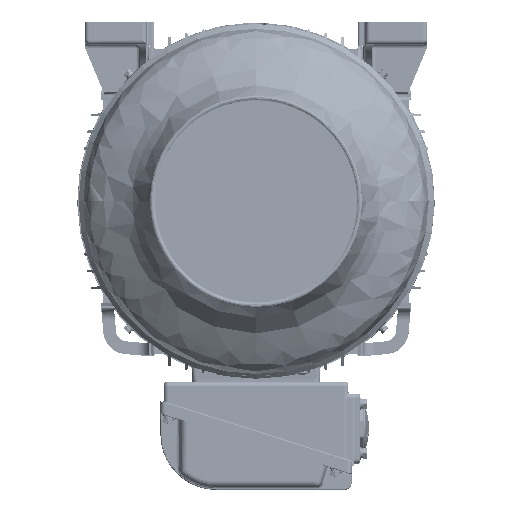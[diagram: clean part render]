
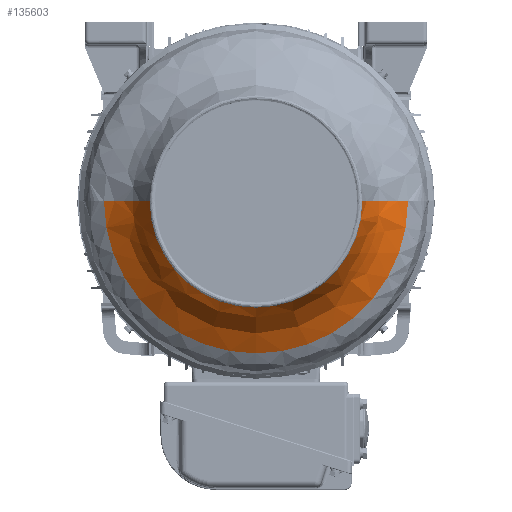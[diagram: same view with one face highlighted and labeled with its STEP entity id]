
A CAD part, front view. The second image highlights one B-rep face of the part: STEP entity #135603.
In plain terms, the highlighted free-form (B-spline) face has degree [3, 3] with [4, 4] control points.
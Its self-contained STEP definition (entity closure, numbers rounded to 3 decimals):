
#20143 = CIRCLE ( 'NONE', #67290, 98.5 ) ;
#20144 = CIRCLE ( 'NONE', #67298, 133.354 ) ;
#20197 = CIRCLE ( 'NONE', #67734, 190.632 ) ;
#20203 = CIRCLE ( 'NONE', #67765, 98.5 ) ;
#49229 = CARTESIAN_POINT ( 'NONE',  ( 255.688, 0., 227.735 ) ) ;
#49230 = DIRECTION ( 'NONE',  ( 0., -1., 0. ) ) ;
#49231 = DIRECTION ( 'NONE',  ( 0., 0., 1. ) ) ;
#49232 = CARTESIAN_POINT ( 'NONE',  ( 227.502, 0., 0. ) ) ;
#49233 = DIRECTION ( 'NONE',  ( 1., 0., 0. ) ) ;
#49234 = DIRECTION ( 'NONE',  ( 0., 0., 1. ) ) ;
#50591 =( BOUNDED_SURFACE ( )  B_SPLINE_SURFACE ( 3, 3, ( 
 ( #86724, #86725, #86726, #86727 ),
 ( #86728, #86729, #86730, #86731 ),
 ( #86732, #86733, #86734, #86735 ),
 ( #86736, #86737, #86738, #86739 ) ),
 .UNSPECIFIED., .F., .F., .F. ) 
 B_SPLINE_SURFACE_WITH_KNOTS ( ( 4, 4 ),
 ( 4, 4 ),
 ( 0., 1. ),
 ( 0., 1. ),
 .UNSPECIFIED. ) 
 GEOMETRIC_REPRESENTATION_ITEM ( )  RATIONAL_B_SPLINE_SURFACE ( (
 ( 1., 0.333, 0.333, 1.),
 ( 0.934, 0.311, 0.311, 0.934),
 ( 0.934, 0.311, 0.311, 0.934),
 ( 1., 0.333, 0.333, 1.) ) ) 
 REPRESENTATION_ITEM ( '' )  SURFACE ( )  );
#60533 = CARTESIAN_POINT ( 'NONE',  ( 164.443, 0., 0. ) ) ;
#60534 = DIRECTION ( 'NONE',  ( -1., 0., 0. ) ) ;
#60535 = DIRECTION ( 'NONE',  ( 0., 0., 1. ) ) ;
#60555 = CARTESIAN_POINT ( 'NONE',  ( 255.688, 0., -227.735 ) ) ;
#60556 = DIRECTION ( 'NONE',  ( 0., 1., 0. ) ) ;
#60557 = DIRECTION ( 'NONE',  ( 0., 0., -1. ) ) ;
#61754 = EDGE_CURVE ( 'NONE', #97239, #97244, #20143, .T. ) ;
#61756 = EDGE_CURVE ( 'NONE', #97244, #97235, #20144, .T. ) ;
#62054 = EDGE_CURVE ( 'NONE', #97237, #97239, #20197, .T. ) ;
#62061 = EDGE_CURVE ( 'NONE', #97237, #97235, #20203, .T. ) ;
#67290 = AXIS2_PLACEMENT_3D ( 'NONE', #49229, #49230, #49231 ) ;
#67298 = AXIS2_PLACEMENT_3D ( 'NONE', #49232, #49233, #49234 ) ;
#67734 = AXIS2_PLACEMENT_3D ( 'NONE', #60533, #60534, #60535 ) ;
#67765 = AXIS2_PLACEMENT_3D ( 'NONE', #60555, #60556, #60557 ) ;
#86724 = CARTESIAN_POINT ( 'NONE',  ( 164.443, 0., 190.632 ) ) ;
#86725 = CARTESIAN_POINT ( 'NONE',  ( 164.443, -381.264, 190.632 ) ) ;
#86726 = CARTESIAN_POINT ( 'NONE',  ( 164.443, -381.264, -190.632 ) ) ;
#86727 = CARTESIAN_POINT ( 'NONE',  ( 164.443, 0., -190.632 ) ) ;
#86728 = CARTESIAN_POINT ( 'NONE',  ( 175.89, 0., 162.482 ) ) ;
#86729 = CARTESIAN_POINT ( 'NONE',  ( 175.89, -324.964, 162.482 ) ) ;
#86730 = CARTESIAN_POINT ( 'NONE',  ( 175.89, -324.964, -162.482 ) ) ;
#86731 = CARTESIAN_POINT ( 'NONE',  ( 175.89, 0., -162.482 ) ) ;
#86732 = CARTESIAN_POINT ( 'NONE',  ( 198.384, 0., 142.05 ) ) ;
#86733 = CARTESIAN_POINT ( 'NONE',  ( 198.384, -284.099, 142.05 ) ) ;
#86734 = CARTESIAN_POINT ( 'NONE',  ( 198.384, -284.099, -142.05 ) ) ;
#86735 = CARTESIAN_POINT ( 'NONE',  ( 198.384, 0., -142.05 ) ) ;
#86736 = CARTESIAN_POINT ( 'NONE',  ( 227.502, 0., 133.354 ) ) ;
#86737 = CARTESIAN_POINT ( 'NONE',  ( 227.502, -266.707, 133.354 ) ) ;
#86738 = CARTESIAN_POINT ( 'NONE',  ( 227.502, -266.707, -133.354 ) ) ;
#86739 = CARTESIAN_POINT ( 'NONE',  ( 227.502, 0., -133.354 ) ) ;
#93261 = FACE_OUTER_BOUND ( 'NONE', #139845, .T. ) ;
#97235 = VERTEX_POINT ( 'NONE', #138219 ) ;
#97237 = VERTEX_POINT ( 'NONE', #138221 ) ;
#97239 = VERTEX_POINT ( 'NONE', #138223 ) ;
#97244 = VERTEX_POINT ( 'NONE', #138228 ) ;
#122765 = ORIENTED_EDGE ( 'NONE', *, *, #62054, .F. ) ;
#122789 = ORIENTED_EDGE ( 'NONE', *, *, #61756, .F. ) ;
#122807 = ORIENTED_EDGE ( 'NONE', *, *, #62061, .T. ) ;
#123248 = ORIENTED_EDGE ( 'NONE', *, *, #61754, .F. ) ;
#135603 = ADVANCED_FACE ( 'NONE', ( #93261 ), #50591, .F. ) ;
#138219 = CARTESIAN_POINT ( 'NONE',  ( 227.502, 0., -133.354 ) ) ;
#138221 = CARTESIAN_POINT ( 'NONE',  ( 164.443, 0., -190.632 ) ) ;
#138223 = CARTESIAN_POINT ( 'NONE',  ( 164.443, 0., 190.632 ) ) ;
#138228 = CARTESIAN_POINT ( 'NONE',  ( 227.502, 0., 133.354 ) ) ;
#139845 = EDGE_LOOP ( 'NONE', ( #122765, #122807, #122789, #123248 ) ) ;
